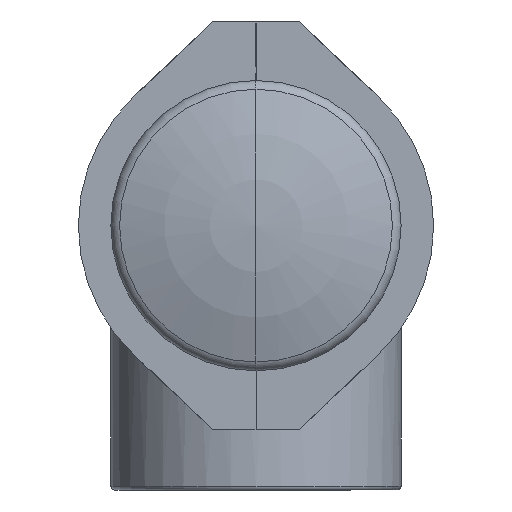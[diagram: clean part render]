
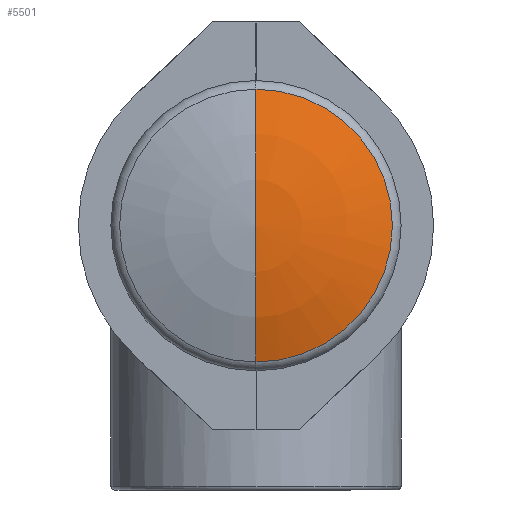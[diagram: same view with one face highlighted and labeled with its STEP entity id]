
A CAD part, left-side view. The second image highlights one B-rep face of the part: STEP entity #5501.
In plain terms, the highlighted toroidal (fillet/blend) face has major radius 1.289 mm and minor radius 183 mm.
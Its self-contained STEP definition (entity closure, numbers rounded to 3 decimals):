
#545 = CIRCLE ( 'NONE', #4636, 183. ) ;
#1211 = DIRECTION ( 'NONE',  ( 0., 0., 1. ) ) ;
#1741 = VERTEX_POINT ( 'NONE', #5913 ) ;
#2139 = CARTESIAN_POINT ( 'NONE',  ( 182.995, 0., 0. ) ) ;
#2237 = EDGE_CURVE ( 'NONE', #4825, #10873, #13570, .T. ) ;
#2272 = TOROIDAL_SURFACE ( 'NONE', #14652, 1.289, 183. ) ;
#2738 = DIRECTION ( 'NONE',  ( -1., 0., 0. ) ) ;
#4222 = AXIS2_PLACEMENT_3D ( 'NONE', #14557, #14991, #7419 ) ;
#4235 = ORIENTED_EDGE ( 'NONE', *, *, #13950, .F. ) ;
#4636 = AXIS2_PLACEMENT_3D ( 'NONE', #14639, #14623, #14603 ) ;
#4825 = VERTEX_POINT ( 'NONE', #8362 ) ;
#5394 = DIRECTION ( 'NONE',  ( 0., 0., -1. ) ) ;
#5464 = ORIENTED_EDGE ( 'NONE', *, *, #2237, .T. ) ;
#5501 = ADVANCED_FACE ( 'NONE', ( #8635 ), #2272, .T. ) ;
#5659 = DIRECTION ( 'NONE',  ( 0., -1., 0. ) ) ;
#5709 = CARTESIAN_POINT ( 'NONE',  ( 182.995, 0., 1.289 ) ) ;
#5913 = CARTESIAN_POINT ( 'NONE',  ( 0., 0., 0. ) ) ;
#6198 = EDGE_CURVE ( 'NONE', #10873, #1741, #7503, .T. ) ;
#7419 = DIRECTION ( 'NONE',  ( 0., 0., 1. ) ) ;
#7503 = CIRCLE ( 'NONE', #14082, 183. ) ;
#8362 = CARTESIAN_POINT ( 'NONE',  ( 10.698, 0., -62.956 ) ) ;
#8635 = FACE_OUTER_BOUND ( 'NONE', #9218, .T. ) ;
#9218 = EDGE_LOOP ( 'NONE', ( #4235, #5464, #14348 ) ) ;
#10873 = VERTEX_POINT ( 'NONE', #12949 ) ;
#12949 = CARTESIAN_POINT ( 'NONE',  ( 10.698, 0., 62.956 ) ) ;
#13570 = CIRCLE ( 'NONE', #4222, 62.956 ) ;
#13950 = EDGE_CURVE ( 'NONE', #4825, #1741, #545, .T. ) ;
#14082 = AXIS2_PLACEMENT_3D ( 'NONE', #5709, #5659, #5394 ) ;
#14348 = ORIENTED_EDGE ( 'NONE', *, *, #6198, .T. ) ;
#14557 = CARTESIAN_POINT ( 'NONE',  ( 10.698, 0., 0. ) ) ;
#14603 = DIRECTION ( 'NONE',  ( 0., 0., 1. ) ) ;
#14623 = DIRECTION ( 'NONE',  ( 0., 1., 0. ) ) ;
#14639 = CARTESIAN_POINT ( 'NONE',  ( 182.995, 0., -1.289 ) ) ;
#14652 = AXIS2_PLACEMENT_3D ( 'NONE', #2139, #2738, #1211 ) ;
#14991 = DIRECTION ( 'NONE',  ( -1., 0., 0. ) ) ;
